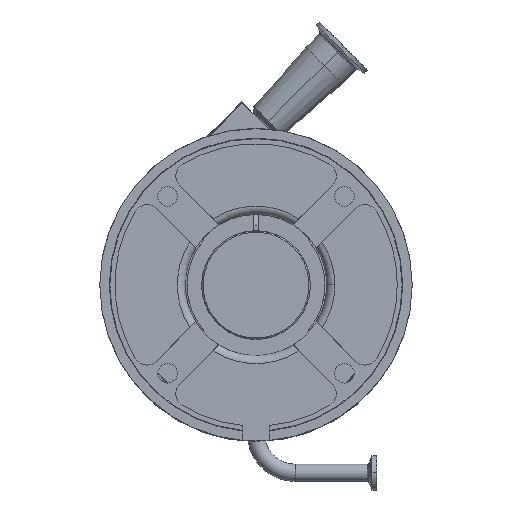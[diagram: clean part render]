
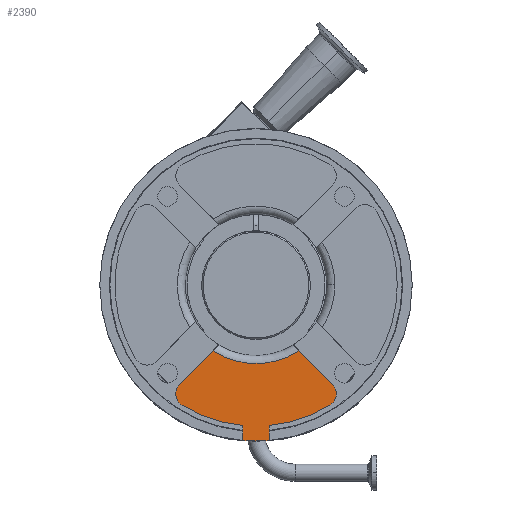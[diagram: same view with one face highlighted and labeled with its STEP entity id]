
A CAD part, top view. The second image highlights one B-rep face of the part: STEP entity #2390.
In plain terms, the highlighted planar face has unit normal (0, 0, 1).
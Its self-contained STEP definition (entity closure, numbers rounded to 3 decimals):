
#176 = EDGE_LOOP ( 'NONE', ( #10496, #11402, #10909, #3624, #10261, #12107, #2574, #4641, #703, #11108, #9132 ) ) ;
#259 = DIRECTION ( 'NONE',  ( 1., 0., 0. ) ) ;
#432 = CARTESIAN_POINT ( 'NONE',  ( 9.75, -114.586, -12. ) ) ;
#703 = ORIENTED_EDGE ( 'NONE', *, *, #7764, .T. ) ;
#712 = DIRECTION ( 'NONE',  ( -0.707, 0.707, 0. ) ) ;
#776 = CARTESIAN_POINT ( 'NONE',  ( -9.75, -114.586, -12. ) ) ;
#814 = AXIS2_PLACEMENT_3D ( 'NONE', #7178, #11867, #8029 ) ;
#902 = CIRCLE ( 'NONE', #9563, 115. ) ;
#963 = AXIS2_PLACEMENT_3D ( 'NONE', #3987, #4791, #5846 ) ;
#998 = AXIS2_PLACEMENT_3D ( 'NONE', #11523, #4989, #4054 ) ;
#1102 = CARTESIAN_POINT ( 'NONE',  ( 49.066, -80.178, -12. ) ) ;
#1499 = CARTESIAN_POINT ( 'NONE',  ( -49.066, -80.178, -12. ) ) ;
#1573 = EDGE_CURVE ( 'NONE', #8174, #10334, #5852, .T. ) ;
#1925 = CARTESIAN_POINT ( 'NONE',  ( -31.64, -48.61, -12. ) ) ;
#1968 = CIRCLE ( 'NONE', #3540, 10. ) ;
#2051 = EDGE_CURVE ( 'NONE', #7787, #8596, #9908, .T. ) ;
#2121 = EDGE_CURVE ( 'NONE', #6063, #5327, #12174, .T. ) ;
#2275 = EDGE_CURVE ( 'NONE', #10334, #9618, #1968, .T. ) ;
#2390 = ADVANCED_FACE ( 'NONE', ( #4857 ), #11464, .T. ) ;
#2567 = CARTESIAN_POINT ( 'NONE',  ( 9.75, -103.542, -12. ) ) ;
#2574 = ORIENTED_EDGE ( 'NONE', *, *, #3992, .F. ) ;
#2886 = CIRCLE ( 'NONE', #5052, 58. ) ;
#3032 = CARTESIAN_POINT ( 'NONE',  ( 0., 0., -12. ) ) ;
#3236 = CARTESIAN_POINT ( 'NONE',  ( 49.066, -80.178, -12. ) ) ;
#3338 = DIRECTION ( 'NONE',  ( -1., 0., 0. ) ) ;
#3540 = AXIS2_PLACEMENT_3D ( 'NONE', #1499, #4199, #3338 ) ;
#3624 = ORIENTED_EDGE ( 'NONE', *, *, #2275, .T. ) ;
#3735 = CARTESIAN_POINT ( 'NONE',  ( 31.64, -48.61, -12. ) ) ;
#3987 = CARTESIAN_POINT ( 'NONE',  ( 0., 0., -12. ) ) ;
#3992 = EDGE_CURVE ( 'NONE', #5327, #7787, #902, .T. ) ;
#4054 = DIRECTION ( 'NONE',  ( -1., 0., 0. ) ) ;
#4199 = DIRECTION ( 'NONE',  ( 0., 0., 1. ) ) ;
#4507 = CARTESIAN_POINT ( 'NONE',  ( 59.066, -80.178, -12. ) ) ;
#4524 = VERTEX_POINT ( 'NONE', #3735 ) ;
#4597 = EDGE_CURVE ( 'NONE', #11795, #6213, #5629, .T. ) ;
#4641 = ORIENTED_EDGE ( 'NONE', *, *, #2121, .F. ) ;
#4791 = DIRECTION ( 'NONE',  ( 0., 0., 1. ) ) ;
#4843 = DIRECTION ( 'NONE',  ( 0., 0., 1. ) ) ;
#4857 = FACE_OUTER_BOUND ( 'NONE', #176, .T. ) ;
#4901 = VECTOR ( 'NONE', #8741, 1000. ) ;
#4989 = DIRECTION ( 'NONE',  ( 0., 0., 1. ) ) ;
#5052 = AXIS2_PLACEMENT_3D ( 'NONE', #11286, #11338, #259 ) ;
#5143 = EDGE_CURVE ( 'NONE', #4524, #8174, #2886, .T. ) ;
#5327 = VERTEX_POINT ( 'NONE', #432 ) ;
#5387 = LINE ( 'NONE', #9147, #7629 ) ;
#5629 = CIRCLE ( 'NONE', #6231, 10. ) ;
#5846 = DIRECTION ( 'NONE',  ( 1., 0., 0. ) ) ;
#5852 = LINE ( 'NONE', #9608, #4901 ) ;
#5860 = DIRECTION ( 'NONE',  ( 1., 0., 0. ) ) ;
#6044 = VERTEX_POINT ( 'NONE', #11622 ) ;
#6063 = VERTEX_POINT ( 'NONE', #7906 ) ;
#6118 = CIRCLE ( 'NONE', #814, 104. ) ;
#6213 = VERTEX_POINT ( 'NONE', #4507 ) ;
#6227 = EDGE_CURVE ( 'NONE', #6044, #4524, #5387, .T. ) ;
#6231 = AXIS2_PLACEMENT_3D ( 'NONE', #1102, #4843, #8600 ) ;
#6286 = CARTESIAN_POINT ( 'NONE',  ( -54.285, -88.708, -12. ) ) ;
#6508 = CARTESIAN_POINT ( 'NONE',  ( -9.75, -114.586, -12. ) ) ;
#6783 = DIRECTION ( 'NONE',  ( 0., 0., -1. ) ) ;
#6993 = DIRECTION ( 'NONE',  ( 1., 0., 0. ) ) ;
#7178 = CARTESIAN_POINT ( 'NONE',  ( 0., 0., -12. ) ) ;
#7246 = EDGE_CURVE ( 'NONE', #6213, #6044, #11219, .T. ) ;
#7421 = DIRECTION ( 'NONE',  ( 0., 1., 0. ) ) ;
#7629 = VECTOR ( 'NONE', #712, 1000. ) ;
#7764 = EDGE_CURVE ( 'NONE', #6063, #11795, #6118, .T. ) ;
#7787 = VERTEX_POINT ( 'NONE', #776 ) ;
#7790 = CARTESIAN_POINT ( 'NONE',  ( 54.285, -88.708, -12. ) ) ;
#7906 = CARTESIAN_POINT ( 'NONE',  ( 9.75, -103.542, -12. ) ) ;
#8029 = DIRECTION ( 'NONE',  ( 1., 0., 0. ) ) ;
#8174 = VERTEX_POINT ( 'NONE', #1925 ) ;
#8252 = CARTESIAN_POINT ( 'NONE',  ( -9.75, -103.542, -12. ) ) ;
#8596 = VERTEX_POINT ( 'NONE', #8252 ) ;
#8600 = DIRECTION ( 'NONE',  ( 1., 0., 0. ) ) ;
#8741 = DIRECTION ( 'NONE',  ( -0.707, -0.707, 0. ) ) ;
#9051 = AXIS2_PLACEMENT_3D ( 'NONE', #3236, #9833, #6993 ) ;
#9068 = CARTESIAN_POINT ( 'NONE',  ( -56.137, -73.107, -12. ) ) ;
#9132 = ORIENTED_EDGE ( 'NONE', *, *, #7246, .T. ) ;
#9147 = CARTESIAN_POINT ( 'NONE',  ( 27.292, -44.262, -12. ) ) ;
#9563 = AXIS2_PLACEMENT_3D ( 'NONE', #3032, #6783, #5860 ) ;
#9608 = CARTESIAN_POINT ( 'NONE',  ( -56.137, -73.107, -12. ) ) ;
#9618 = VERTEX_POINT ( 'NONE', #6286 ) ;
#9833 = DIRECTION ( 'NONE',  ( 0., 0., 1. ) ) ;
#9847 = VECTOR ( 'NONE', #11988, 1000. ) ;
#9908 = LINE ( 'NONE', #6508, #10828 ) ;
#10261 = ORIENTED_EDGE ( 'NONE', *, *, #11260, .T. ) ;
#10334 = VERTEX_POINT ( 'NONE', #9068 ) ;
#10496 = ORIENTED_EDGE ( 'NONE', *, *, #6227, .T. ) ;
#10828 = VECTOR ( 'NONE', #7421, 1000. ) ;
#10909 = ORIENTED_EDGE ( 'NONE', *, *, #1573, .T. ) ;
#11108 = ORIENTED_EDGE ( 'NONE', *, *, #4597, .T. ) ;
#11219 = CIRCLE ( 'NONE', #9051, 10. ) ;
#11260 = EDGE_CURVE ( 'NONE', #9618, #8596, #11388, .T. ) ;
#11286 = CARTESIAN_POINT ( 'NONE',  ( 0., 0., -12. ) ) ;
#11338 = DIRECTION ( 'NONE',  ( 0., 0., -1. ) ) ;
#11388 = CIRCLE ( 'NONE', #963, 104. ) ;
#11402 = ORIENTED_EDGE ( 'NONE', *, *, #5143, .T. ) ;
#11464 = PLANE ( 'NONE',  #998 ) ;
#11523 = CARTESIAN_POINT ( 'NONE',  ( 0., 0., -12. ) ) ;
#11622 = CARTESIAN_POINT ( 'NONE',  ( 56.137, -73.107, -12. ) ) ;
#11795 = VERTEX_POINT ( 'NONE', #7790 ) ;
#11867 = DIRECTION ( 'NONE',  ( 0., 0., 1. ) ) ;
#11988 = DIRECTION ( 'NONE',  ( 0., -1., 0. ) ) ;
#12107 = ORIENTED_EDGE ( 'NONE', *, *, #2051, .F. ) ;
#12174 = LINE ( 'NONE', #2567, #9847 ) ;
